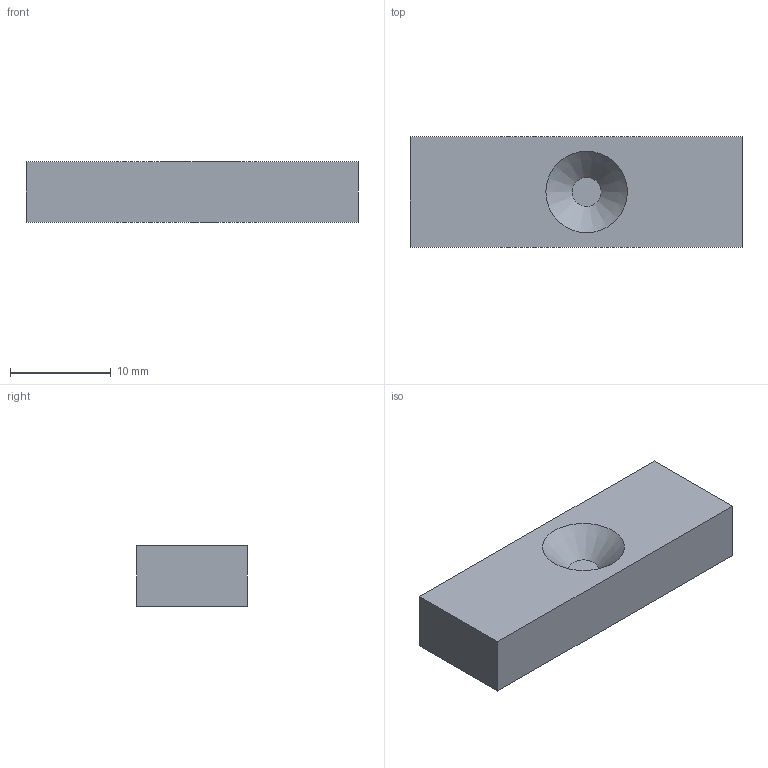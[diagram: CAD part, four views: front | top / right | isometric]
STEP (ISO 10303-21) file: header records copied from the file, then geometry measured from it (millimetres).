
FILE_DESCRIPTION(/* description */ ('CAx-IF Rec.Pracs.---Representation and Presentation of Product Manufacturing Information (PMI)---4.0---2014-10-13','CAx-IF Rec.Pracs.---3D Tessellated Geometry---0.4---2014-09-14','2;1'),/* implementation_level */ '2;1');
FILE_NAME(/* name */ 'sunsensor_raw',/* time_stamp */ '2020-02-03T18:44:01-05:00',/* author */ (''),/* organization */ (''),/* preprocessor_version */ 'ST-DEVELOPER v16.7',/* originating_system */ $,/* authorisation */ $);
FILE_SCHEMA (('AP242_MANAGED_MODEL_BASED_3D_ENGINEERING_MIM_LF { 1 0 10303 442 20130219 1 4 }'));
Length unit declared in the file: millimetre
Products named in the file (1): sunsensor_raw
Bounding box: 33 x 11 x 6 mm (x, y, z)
Volume: 2131.5 mm3; surface area: 1320.4 mm2
Topology: 2 solids, 2 shells, 12 faces, 27 edges, 24 vertices
Faces by surface type: plane 9, cylinder 2, cone 1
Full cylindrical faces by diameter (mm): 2.899 x2
Entity records: 470 total; most frequent: CARTESIAN_POINT 73, DIRECTION 72, AXIS2_PLACEMENT_3D 36, ORIENTED_EDGE 34, EDGE_CURVE 17, EDGE_LOOP 16, FACE_BOUND 16, LINE 16
